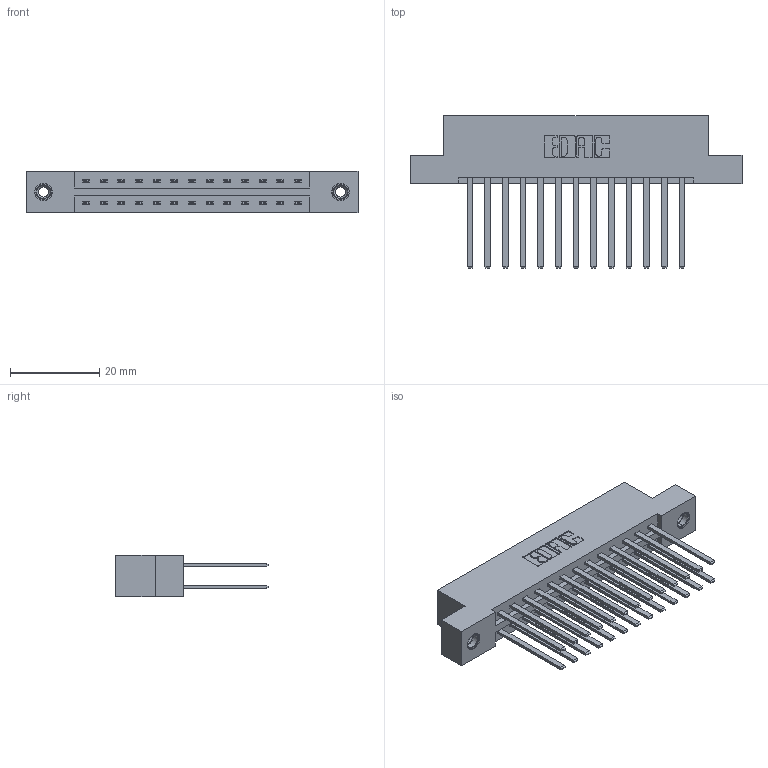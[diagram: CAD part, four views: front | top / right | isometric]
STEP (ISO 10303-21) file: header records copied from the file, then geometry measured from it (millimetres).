
FILE_DESCRIPTION (( 'STEP AP203' ), '1' );
FILE_NAME ('337-026-544-208.STEP', '2018-08-06T05:53:56', ( '' ), ( '' ), 'SwSTEP 2.0', 'SolidWorks 2016', '' );
FILE_SCHEMA (( 'CONFIG_CONTROL_DESIGN' ));
Length unit declared in the file: inch
Products named in the file (4): 337 Part_Flush Mounting Lugs - 0.156 Dia-TI; 345-292-001_345-293-144; 345-250-001_345-250-003-102; 337-026-544-208
Assembly tree (29 placements, depth 2):
  337-026-544-208
    337 Part_Flush Mounting Lugs - 0.156 Dia-TI
    345-292-001_345-293-144  x26
    345-250-001_345-250-003-102  x2
Bounding box: 74.52 x 34.3 x 9.4 mm (x, y, z)
Volume: 7825.8 mm3; surface area: 9780 mm2
Topology: 29 solids, 29 shells, 1422 faces, 4165 edges, 2734 vertices
Faces by surface type: plane 986, cylinder 420, cone 12, torus 4
Entity records: 14832 total; most frequent: CARTESIAN_POINT 2501, ORIENTED_EDGE 2430, DIRECTION 2209, EDGE_CURVE 1215, LINE 1071, VECTOR 1071, VERTEX_POINT 804, AXIS2_PLACEMENT_3D 569
